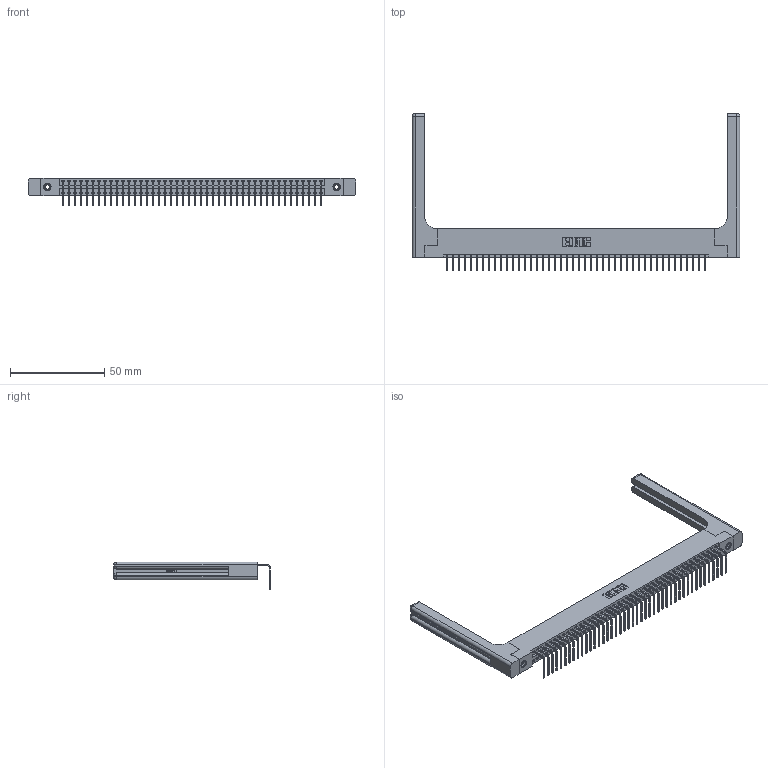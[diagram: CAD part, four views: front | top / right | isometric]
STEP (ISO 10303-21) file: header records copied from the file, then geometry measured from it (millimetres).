
FILE_DESCRIPTION (( 'STEP AP203' ), '1' );
FILE_NAME ('396-044-558-158.STEP', '2019-11-01T08:07:02', ( '' ), ( '' ), 'SwSTEP 2.0', 'SolidWorks 2016', '' );
FILE_SCHEMA (( 'CONFIG_CONTROL_DESIGN' ));
Length unit declared in the file: inch
Products named in the file (5): 346 Part_Flush Mounting Lugs - 0.156 Dia-TH; 345-292-001_558 Tail - 2; 345-250-001_345-250-001-102; 346-220-058_345-220-058; 396-044-558-158
Assembly tree (49 placements, depth 2):
  396-044-558-158
    346 Part_Flush Mounting Lugs - 0.156 Dia-TH
    345-292-001_558 Tail - 2  x44
    345-250-001_345-250-001-102  x2
    346-220-058_345-220-058  x2
Bounding box: 173.76 x 83.12 x 14.73 mm (x, y, z)
Volume: 24311.6 mm3; surface area: 27055 mm2
Topology: 49 solids, 49 shells, 3018 faces, 9003 edges, 5922 vertices
Faces by surface type: plane 2072, cylinder 886, bspline 36, cone 12, sphere 8, torus 4
Entity records: 32304 total; most frequent: CARTESIAN_POINT 6517, ORIENTED_EDGE 5292, DIRECTION 4678, EDGE_CURVE 2646, LINE 2246, VECTOR 2246, VERTEX_POINT 1754, AXIS2_PLACEMENT_3D 1216
